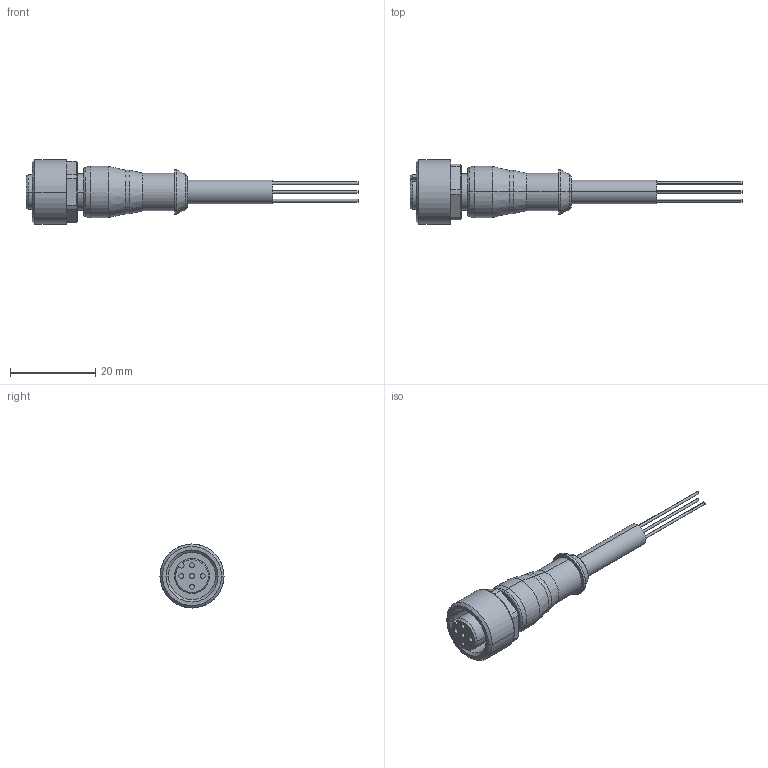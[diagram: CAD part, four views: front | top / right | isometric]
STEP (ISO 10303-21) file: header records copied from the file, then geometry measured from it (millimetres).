
FILE_DESCRIPTION (( 'STEP AP203' ), '1' );
FILE_NAME ('7000-12241-0350300.step', '2022-10-27T13:00:42', ( '' ), ( '' ), 'SwSTEP 2.0', 'SolidWorks 2021', '' );
FILE_SCHEMA (( 'CONFIG_CONTROL_DESIGN' ));
Length unit declared in the file: inch
Products named in the file (1): 7000-12241-0350300
Bounding box: 77.8 x 15 x 15 mm (x, y, z)
Volume: 4057.5 mm3; surface area: 2870.7 mm2
Topology: 1 solids, 1 shells, 106 faces, 225 edges, 138 vertices
Faces by surface type: cylinder 45, plane 34, cone 21, bspline 6
Entity records: 3086 total; most frequent: CARTESIAN_POINT 689, DIRECTION 522, ORIENTED_EDGE 450, EDGE_CURVE 225, AXIS2_PLACEMENT_3D 216, VERTEX_POINT 138, EDGE_LOOP 123, CIRCLE 115
